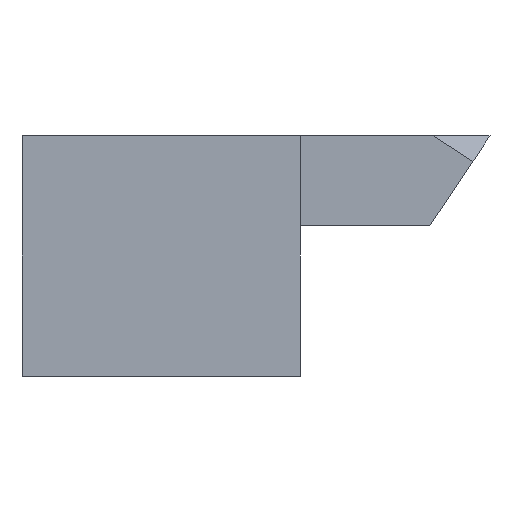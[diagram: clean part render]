
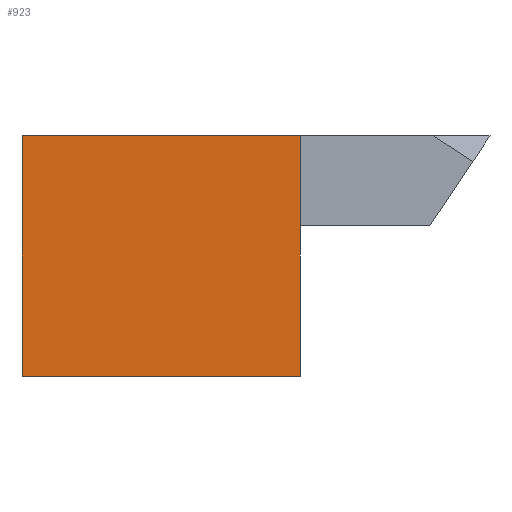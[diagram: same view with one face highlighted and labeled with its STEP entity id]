
A CAD part, front view. The second image highlights one B-rep face of the part: STEP entity #923.
In plain terms, the highlighted planar face has unit normal (0, -1, 0).
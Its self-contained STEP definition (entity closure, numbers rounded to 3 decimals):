
#98 = ORIENTED_EDGE ( 'NONE', *, *, #1633, .T. ) ;
#198 = CARTESIAN_POINT ( 'NONE',  ( -2.634, -1.156, -5. ) ) ;
#200 = VERTEX_POINT ( 'NONE', #2143 ) ;
#375 = DIRECTION ( 'NONE',  ( 0., 0., -1. ) ) ;
#421 = LINE ( 'NONE', #870, #853 ) ;
#444 = PLANE ( 'NONE',  #1376 ) ;
#525 = EDGE_LOOP ( 'NONE', ( #1484, #2490, #1742, #98 ) ) ;
#613 = DIRECTION ( 'NONE',  ( 1., 0., 0. ) ) ;
#655 = DIRECTION ( 'NONE',  ( -1., 0., 0. ) ) ;
#721 = EDGE_CURVE ( 'NONE', #774, #2685, #1682, .T. ) ;
#774 = VERTEX_POINT ( 'NONE', #1064 ) ;
#853 = VECTOR ( 'NONE', #655, 1000. ) ;
#870 = CARTESIAN_POINT ( 'NONE',  ( 7.938, -1.156, -5. ) ) ;
#903 = CARTESIAN_POINT ( 'NONE',  ( 6.628, -1.156, -5. ) ) ;
#923 = ADVANCED_FACE ( 'NONE', ( #1590 ), #444, .F. ) ;
#1064 = CARTESIAN_POINT ( 'NONE',  ( 6.628, -1.156, 3. ) ) ;
#1117 = DIRECTION ( 'NONE',  ( 0., 1., 0. ) ) ;
#1151 = DIRECTION ( 'NONE',  ( -1., 0., 0. ) ) ;
#1337 = VECTOR ( 'NONE', #613, 1000. ) ;
#1347 = CARTESIAN_POINT ( 'NONE',  ( 13.423, -1.156, 3. ) ) ;
#1376 = AXIS2_PLACEMENT_3D ( 'NONE', #1347, #1117, #1151 ) ;
#1473 = VECTOR ( 'NONE', #1917, 1000. ) ;
#1484 = ORIENTED_EDGE ( 'NONE', *, *, #1595, .F. ) ;
#1553 = CARTESIAN_POINT ( 'NONE',  ( -2.634, -1.156, 3. ) ) ;
#1590 = FACE_OUTER_BOUND ( 'NONE', #525, .T. ) ;
#1595 = EDGE_CURVE ( 'NONE', #2685, #200, #421, .T. ) ;
#1633 = EDGE_CURVE ( 'NONE', #2489, #200, #2640, .T. ) ;
#1649 = EDGE_CURVE ( 'NONE', #2489, #774, #2251, .T. ) ;
#1672 = VECTOR ( 'NONE', #375, 1000. ) ;
#1682 = LINE ( 'NONE', #2574, #1473 ) ;
#1742 = ORIENTED_EDGE ( 'NONE', *, *, #1649, .F. ) ;
#1917 = DIRECTION ( 'NONE',  ( 0., 0., -1. ) ) ;
#2143 = CARTESIAN_POINT ( 'NONE',  ( -2.634, -1.156, -5. ) ) ;
#2251 = LINE ( 'NONE', #2455, #1337 ) ;
#2455 = CARTESIAN_POINT ( 'NONE',  ( 3.04, -1.156, 3. ) ) ;
#2489 = VERTEX_POINT ( 'NONE', #1553 ) ;
#2490 = ORIENTED_EDGE ( 'NONE', *, *, #721, .F. ) ;
#2574 = CARTESIAN_POINT ( 'NONE',  ( 6.628, -1.156, 3. ) ) ;
#2640 = LINE ( 'NONE', #198, #1672 ) ;
#2685 = VERTEX_POINT ( 'NONE', #903 ) ;
